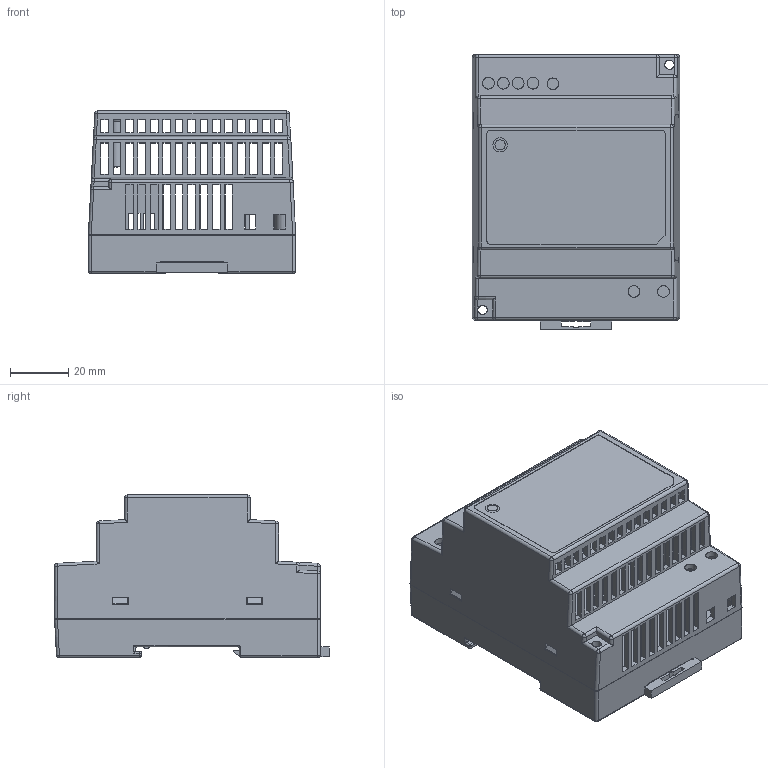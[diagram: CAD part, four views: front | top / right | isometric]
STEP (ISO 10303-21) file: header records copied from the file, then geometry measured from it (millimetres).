
FILE_DESCRIPTION (( 'STEP AP214' ), '1' );
FILE_NAME ('PSL-24-060.STEP', '2018-05-10T13:24:56', ( '' ), ( '' ), 'SwSTEP 2.0', 'SolidWorks 2017', '' );
FILE_SCHEMA (( 'AUTOMOTIVE_DESIGN' ));
Length unit declared in the file: inch
Products named in the file (1): PSL-24-060
Bounding box: 71 x 94.17 x 55.6 mm (x, y, z)
Volume: 53575 mm3; surface area: 61694.5 mm2
Topology: 5 solids, 5 shells, 957 faces, 2647 edges, 1664 vertices
Faces by surface type: plane 662, cylinder 193, sphere 41, cone 28, bspline 18, torus 15
Full cylindrical faces by diameter (mm): 2.5 x2, 3.2 x4, 3.5 x1, 3.95 x2, 4 x7
Entity records: 32578 total; most frequent: CARTESIAN_POINT 8828, ORIENTED_EDGE 5206, DIRECTION 4303, EDGE_CURVE 2603, LINE 2013, VECTOR 2013, VERTEX_POINT 1658, EDGE_LOOP 1161
